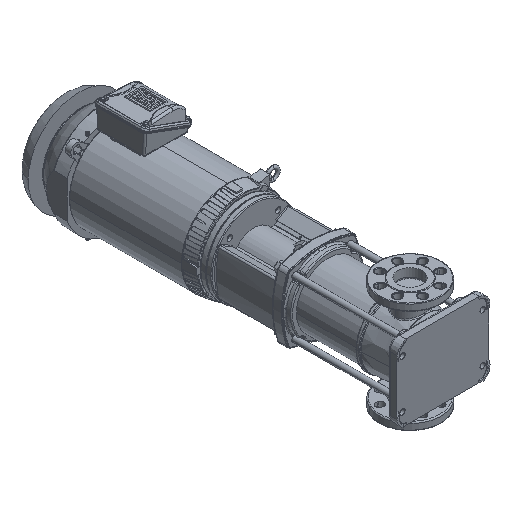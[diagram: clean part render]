
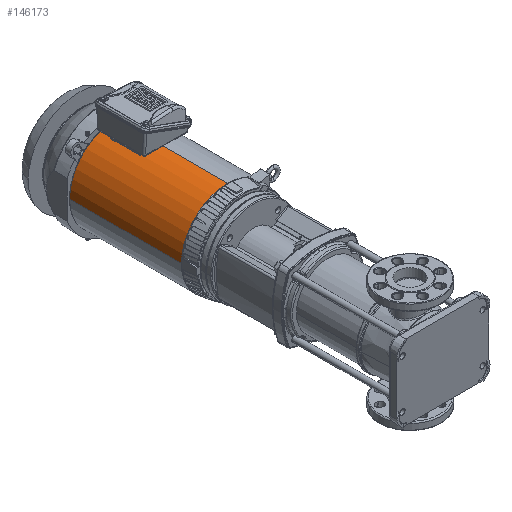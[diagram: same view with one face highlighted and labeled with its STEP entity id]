
A CAD part, isometric view. The second image highlights one B-rep face of the part: STEP entity #146173.
In plain terms, the highlighted cylindrical face has radius 124.3 mm (diameter 248.6 mm), a partial arc.
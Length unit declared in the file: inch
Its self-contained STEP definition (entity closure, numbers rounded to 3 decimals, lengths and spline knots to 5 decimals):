
#1803 = FACE_OUTER_BOUND ( 'NONE', #50062, .T. ) ;
#2125 = ORIENTED_EDGE ( 'NONE', *, *, #90952, .F. ) ;
#6309 = AXIS2_PLACEMENT_3D ( 'NONE', #39569, #158036, #53001 ) ;
#6800 = DIRECTION ( 'NONE',  ( 0., -1., 0. ) ) ;
#22021 = CARTESIAN_POINT ( 'NONE',  ( 38.54453, -0.19649, 4.8937 ) ) ;
#39569 = CARTESIAN_POINT ( 'NONE',  ( 38.54453, -0.19649, 0. ) ) ;
#42239 = VECTOR ( 'NONE', #73202, 39.37008 ) ;
#45028 = AXIS2_PLACEMENT_3D ( 'NONE', #84825, #121024, #6800 ) ;
#45952 = CARTESIAN_POINT ( 'NONE',  ( 38.54453, -5.09019, 0.00085 ) ) ;
#50062 = EDGE_LOOP ( 'NONE', ( #145363, #133588, #166235, #2125 ) ) ;
#51702 = DIRECTION ( 'NONE',  ( -1., 0., 0. ) ) ;
#53001 = DIRECTION ( 'NONE',  ( 0., 0., 1. ) ) ;
#54696 = CARTESIAN_POINT ( 'NONE',  ( -5.69447, -5.09019, 0.00085 ) ) ;
#56324 = CARTESIAN_POINT ( 'NONE',  ( -5.69447, -0.19649, 4.8937 ) ) ;
#57999 = EDGE_CURVE ( 'NONE', #85592, #145909, #117398, .T. ) ;
#60171 = DIRECTION ( 'NONE',  ( -1., 0., 0. ) ) ;
#61001 = DIRECTION ( 'NONE',  ( 0., -1., 0. ) ) ;
#67805 = VERTEX_POINT ( 'NONE', #54696 ) ;
#72758 = VECTOR ( 'NONE', #60171, 39.37008 ) ;
#73202 = DIRECTION ( 'NONE',  ( -1., 0., 0. ) ) ;
#82324 = CARTESIAN_POINT ( 'NONE',  ( 6.11655, -5.09019, 0.00085 ) ) ;
#84825 = CARTESIAN_POINT ( 'NONE',  ( 6.11655, -0.19649, 0. ) ) ;
#85592 = VERTEX_POINT ( 'NONE', #82324 ) ;
#86264 = EDGE_CURVE ( 'NONE', #145909, #158723, #137110, .T. ) ;
#90952 = EDGE_CURVE ( 'NONE', #85592, #67805, #162701, .T. ) ;
#95971 = CARTESIAN_POINT ( 'NONE',  ( 6.11655, -0.19649, 4.8937 ) ) ;
#115550 = CARTESIAN_POINT ( 'NONE',  ( -5.69447, -0.19649, 0. ) ) ;
#117398 = CIRCLE ( 'NONE', #45028, 4.8937 ) ;
#121024 = DIRECTION ( 'NONE',  ( -1., 0., 0. ) ) ;
#127113 = CIRCLE ( 'NONE', #156651, 4.8937 ) ;
#133588 = ORIENTED_EDGE ( 'NONE', *, *, #86264, .T. ) ;
#137110 = LINE ( 'NONE', #22021, #42239 ) ;
#145363 = ORIENTED_EDGE ( 'NONE', *, *, #57999, .T. ) ;
#145413 = CYLINDRICAL_SURFACE ( 'NONE', #6309, 4.8937 ) ;
#145909 = VERTEX_POINT ( 'NONE', #95971 ) ;
#146173 = ADVANCED_FACE ( 'NONE', ( #1803 ), #145413, .T. ) ;
#146948 = EDGE_CURVE ( 'NONE', #67805, #158723, #127113, .T. ) ;
#156651 = AXIS2_PLACEMENT_3D ( 'NONE', #115550, #51702, #61001 ) ;
#158036 = DIRECTION ( 'NONE',  ( -1., 0., 0. ) ) ;
#158723 = VERTEX_POINT ( 'NONE', #56324 ) ;
#162701 = LINE ( 'NONE', #45952, #72758 ) ;
#166235 = ORIENTED_EDGE ( 'NONE', *, *, #146948, .F. ) ;
